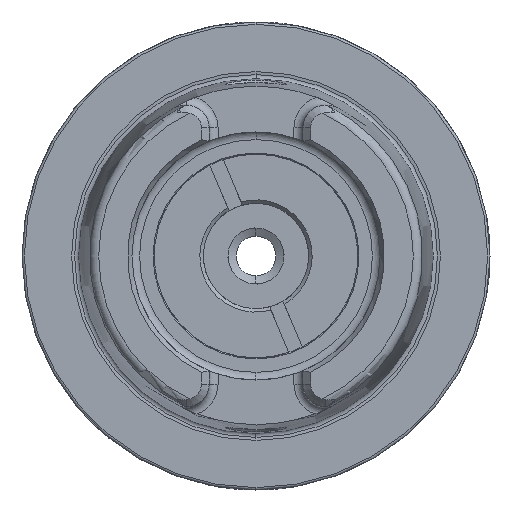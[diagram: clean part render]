
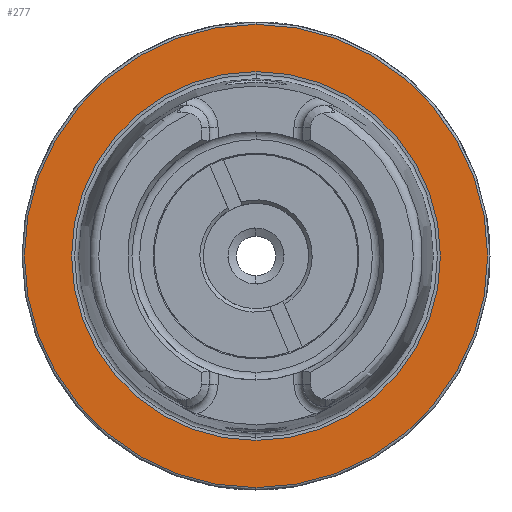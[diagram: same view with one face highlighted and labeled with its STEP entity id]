
A CAD part, left-side view. The second image highlights one B-rep face of the part: STEP entity #277.
In plain terms, the highlighted planar face has unit normal (-1, 0, 0).
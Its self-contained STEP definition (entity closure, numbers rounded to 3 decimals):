
#11 = DIRECTION ( 'NONE',  ( 0., 0., 1. ) ) ;
#14 = DIRECTION ( 'NONE',  ( -1., 0., 0. ) ) ;
#35 = CARTESIAN_POINT ( 'NONE',  ( 0., 0., 0. ) ) ;
#277 = ADVANCED_FACE ( 'NONE', ( #521, #1879 ), #4412, .F. ) ;
#342 = CARTESIAN_POINT ( 'NONE',  ( 0., 0., -39.405 ) ) ;
#417 = DIRECTION ( 'NONE',  ( -1., 0., 0. ) ) ;
#521 = FACE_BOUND ( 'NONE', #4451, .T. ) ;
#636 = CIRCLE ( 'NONE', #10455, 39.405 ) ;
#1105 = ORIENTED_EDGE ( 'NONE', *, *, #7185, .T. ) ;
#1282 = AXIS2_PLACEMENT_3D ( 'NONE', #35, #14, #11 ) ;
#1395 = CARTESIAN_POINT ( 'NONE',  ( 0., 0., 0. ) ) ;
#1492 = DIRECTION ( 'NONE',  ( 1., 0., 0. ) ) ;
#1662 = DIRECTION ( 'NONE',  ( -1., 0., 0. ) ) ;
#1879 = FACE_OUTER_BOUND ( 'NONE', #4274, .T. ) ;
#2645 = CARTESIAN_POINT ( 'NONE',  ( 0., 49.5, 0. ) ) ;
#3911 = CIRCLE ( 'NONE', #5827, 39.405 ) ;
#4208 = ORIENTED_EDGE ( 'NONE', *, *, #9705, .F. ) ;
#4274 = EDGE_LOOP ( 'NONE', ( #1105, #6268 ) ) ;
#4412 = PLANE ( 'NONE',  #10191 ) ;
#4451 = EDGE_LOOP ( 'NONE', ( #4208, #7124 ) ) ;
#4572 = EDGE_CURVE ( 'NONE', #12186, #9083, #10548, .T. ) ;
#5827 = AXIS2_PLACEMENT_3D ( 'NONE', #1395, #417, #8779 ) ;
#6033 = CARTESIAN_POINT ( 'NONE',  ( 0., 0., 49.5 ) ) ;
#6268 = ORIENTED_EDGE ( 'NONE', *, *, #4572, .T. ) ;
#7124 = ORIENTED_EDGE ( 'NONE', *, *, #10290, .F. ) ;
#7185 = EDGE_CURVE ( 'NONE', #9083, #12186, #12181, .T. ) ;
#7224 = CARTESIAN_POINT ( 'NONE',  ( 0., 0., 39.405 ) ) ;
#7534 = VERTEX_POINT ( 'NONE', #7224 ) ;
#8198 = DIRECTION ( 'NONE',  ( 0., 0., -1. ) ) ;
#8467 = VERTEX_POINT ( 'NONE', #342 ) ;
#8779 = DIRECTION ( 'NONE',  ( 0., 0., 1. ) ) ;
#9083 = VERTEX_POINT ( 'NONE', #6033 ) ;
#9093 = DIRECTION ( 'NONE',  ( 0., 0., 1. ) ) ;
#9097 = DIRECTION ( 'NONE',  ( -1., 0., 0. ) ) ;
#9112 = CARTESIAN_POINT ( 'NONE',  ( 0., 0., 0. ) ) ;
#9705 = EDGE_CURVE ( 'NONE', #7534, #8467, #636, .T. ) ;
#9723 = DIRECTION ( 'NONE',  ( 0., 0., 1. ) ) ;
#9731 = CARTESIAN_POINT ( 'NONE',  ( 0., 0., 0. ) ) ;
#9977 = AXIS2_PLACEMENT_3D ( 'NONE', #9112, #9097, #9093 ) ;
#10191 = AXIS2_PLACEMENT_3D ( 'NONE', #2645, #1492, #8198 ) ;
#10290 = EDGE_CURVE ( 'NONE', #8467, #7534, #3911, .T. ) ;
#10455 = AXIS2_PLACEMENT_3D ( 'NONE', #9731, #1662, #9723 ) ;
#10548 = CIRCLE ( 'NONE', #1282, 49.5 ) ;
#11479 = CARTESIAN_POINT ( 'NONE',  ( 0., 0., -49.5 ) ) ;
#12181 = CIRCLE ( 'NONE', #9977, 49.5 ) ;
#12186 = VERTEX_POINT ( 'NONE', #11479 ) ;
